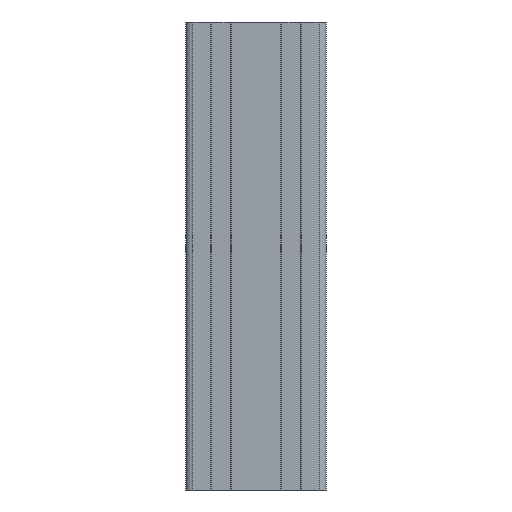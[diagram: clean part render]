
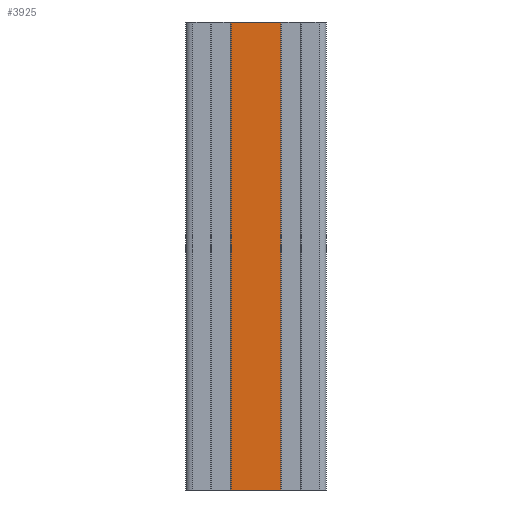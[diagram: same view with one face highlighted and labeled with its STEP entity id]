
A CAD part, front view. The second image highlights one B-rep face of the part: STEP entity #3925.
In plain terms, the highlighted planar face has unit normal (0, -1, 0).
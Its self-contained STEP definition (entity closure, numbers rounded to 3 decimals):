
#424 = EDGE_CURVE ( 'NONE', #1687, #2844, #1253, .T. ) ;
#428 = EDGE_CURVE ( 'NONE', #1708, #1173, #1443, .T. ) ;
#858 = VECTOR ( 'NONE', #5767, 1000. ) ;
#887 = AXIS2_PLACEMENT_3D ( 'NONE', #1079, #1054, #1040 ) ;
#1040 = DIRECTION ( 'NONE',  ( 0., 0., 1. ) ) ;
#1052 = VECTOR ( 'NONE', #5757, 1000. ) ;
#1054 = DIRECTION ( 'NONE',  ( 0., 1., 0. ) ) ;
#1079 = CARTESIAN_POINT ( 'NONE',  ( 1536.897, 570.759, 100. ) ) ;
#1093 = PLANE ( 'NONE',  #887 ) ;
#1173 = VERTEX_POINT ( 'NONE', #1695 ) ;
#1253 = LINE ( 'NONE', #5775, #1052 ) ;
#1288 = ORIENTED_EDGE ( 'NONE', *, *, #1991, .T. ) ;
#1292 = ORIENTED_EDGE ( 'NONE', *, *, #428, .F. ) ;
#1306 = ORIENTED_EDGE ( 'NONE', *, *, #3668, .F. ) ;
#1311 = ORIENTED_EDGE ( 'NONE', *, *, #424, .T. ) ;
#1443 = LINE ( 'NONE', #5762, #858 ) ;
#1488 = VECTOR ( 'NONE', #2950, 1000. ) ;
#1687 = VERTEX_POINT ( 'NONE', #6134 ) ;
#1695 = CARTESIAN_POINT ( 'NONE',  ( 1536.897, 570.759, 0. ) ) ;
#1708 = VERTEX_POINT ( 'NONE', #6056 ) ;
#1991 = EDGE_CURVE ( 'NONE', #2844, #1173, #4359, .T. ) ;
#2009 = CARTESIAN_POINT ( 'NONE',  ( 1536.897, 570.759, 0. ) ) ;
#2532 = DIRECTION ( 'NONE',  ( 1., 0., 0. ) ) ;
#2553 = CARTESIAN_POINT ( 'NONE',  ( 1531.596, 570.759, 100. ) ) ;
#2844 = VERTEX_POINT ( 'NONE', #4790 ) ;
#2950 = DIRECTION ( 'NONE',  ( 1., 0., 0. ) ) ;
#3668 = EDGE_CURVE ( 'NONE', #1687, #1708, #5251, .T. ) ;
#3723 = FACE_OUTER_BOUND ( 'NONE', #5021, .T. ) ;
#3925 = ADVANCED_FACE ( 'NONE', ( #3723 ), #1093, .F. ) ;
#4359 = LINE ( 'NONE', #2009, #1488 ) ;
#4790 = CARTESIAN_POINT ( 'NONE',  ( 1526.296, 570.759, 0. ) ) ;
#5021 = EDGE_LOOP ( 'NONE', ( #1288, #1292, #1306, #1311 ) ) ;
#5188 = VECTOR ( 'NONE', #2532, 1000. ) ;
#5251 = LINE ( 'NONE', #2553, #5188 ) ;
#5757 = DIRECTION ( 'NONE',  ( 0., 0., -1. ) ) ;
#5762 = CARTESIAN_POINT ( 'NONE',  ( 1536.897, 570.759, 100. ) ) ;
#5767 = DIRECTION ( 'NONE',  ( 0., 0., -1. ) ) ;
#5775 = CARTESIAN_POINT ( 'NONE',  ( 1526.296, 570.759, 100. ) ) ;
#6056 = CARTESIAN_POINT ( 'NONE',  ( 1536.897, 570.759, 100. ) ) ;
#6134 = CARTESIAN_POINT ( 'NONE',  ( 1526.296, 570.759, 100. ) ) ;
